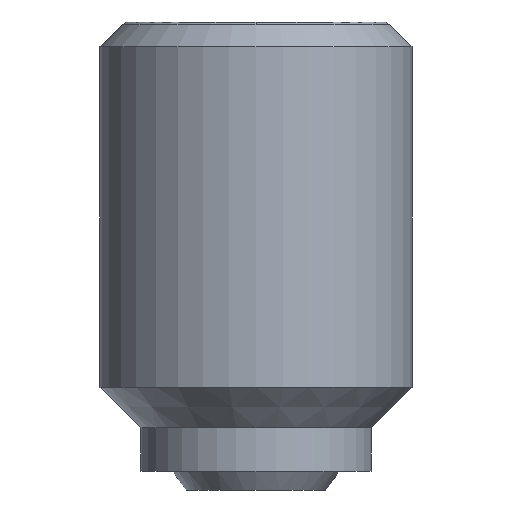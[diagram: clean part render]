
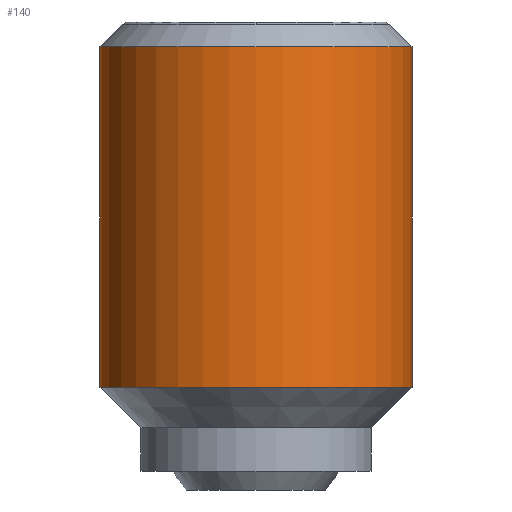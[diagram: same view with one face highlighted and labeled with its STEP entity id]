
A CAD part, front view. The second image highlights one B-rep face of the part: STEP entity #140.
In plain terms, the highlighted cylindrical face has radius 2.5 mm (diameter 5 mm), a partial arc.
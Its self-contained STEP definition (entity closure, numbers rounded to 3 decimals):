
#140=ADVANCED_FACE('',(#365),#366,.T.);
#150=VERTEX_POINT('',#377);
#172=EDGE_CURVE('',#150,#306,#402,.T.);
#180=EDGE_CURVE('',#244,#208,#411,.T.);
#192=EDGE_CURVE('',#244,#150,#423,.T.);
#208=VERTEX_POINT('',#441);
#244=VERTEX_POINT('',#481);
#296=EDGE_CURVE('',#306,#208,#541,.T.);
#306=VERTEX_POINT('',#551);
#365=FACE_OUTER_BOUND('',#607,.T.);
#366=CYLINDRICAL_SURFACE('',#608,2.5);
#377=CARTESIAN_POINT('',(-2.5,0.,-0.4));
#402=CIRCLE('',#662,2.5);
#411=CIRCLE('',#673,2.5);
#423=LINE('',#701,#702);
#441=CARTESIAN_POINT('',(2.5,0.,-5.85));
#481=CARTESIAN_POINT('',(-2.5,0.,-5.85));
#541=LINE('',#891,#892);
#551=CARTESIAN_POINT('',(2.5,0.,-0.4));
#607=EDGE_LOOP('',(#959,#960,#961,#962));
#608=AXIS2_PLACEMENT_3D('',#963,#964,#965);
#662=AXIS2_PLACEMENT_3D('',#1017,#1018,#1019);
#673=AXIS2_PLACEMENT_3D('',#1031,#1032,#1033);
#701=CARTESIAN_POINT('',(-2.5,0.,-3.125));
#702=VECTOR('',#1039,1.0);
#891=CARTESIAN_POINT('',(2.5,0.,-3.125));
#892=VECTOR('',#1182,1.0);
#959=ORIENTED_EDGE('',*,*,#192,.F.);
#960=ORIENTED_EDGE('',*,*,#180,.T.);
#961=ORIENTED_EDGE('',*,*,#296,.F.);
#962=ORIENTED_EDGE('',*,*,#172,.F.);
#963=CARTESIAN_POINT('',(0.,0.,-3.125));
#964=DIRECTION('',(-0.0,-0.0,-1.0));
#965=DIRECTION('',(-1.0,0.,0.0));
#1017=CARTESIAN_POINT('',(0.,0.,-0.4));
#1018=DIRECTION('',(0.0,0.0,1.0));
#1019=DIRECTION('',(-1.0,0.,0.0));
#1031=CARTESIAN_POINT('',(0.,0.,-5.85));
#1032=DIRECTION('',(0.0,0.0,1.0));
#1033=DIRECTION('',(-1.0,0.,0.0));
#1039=DIRECTION('',(0.0,0.0,1.0));
#1182=DIRECTION('',(-0.0,-0.0,-1.0));
